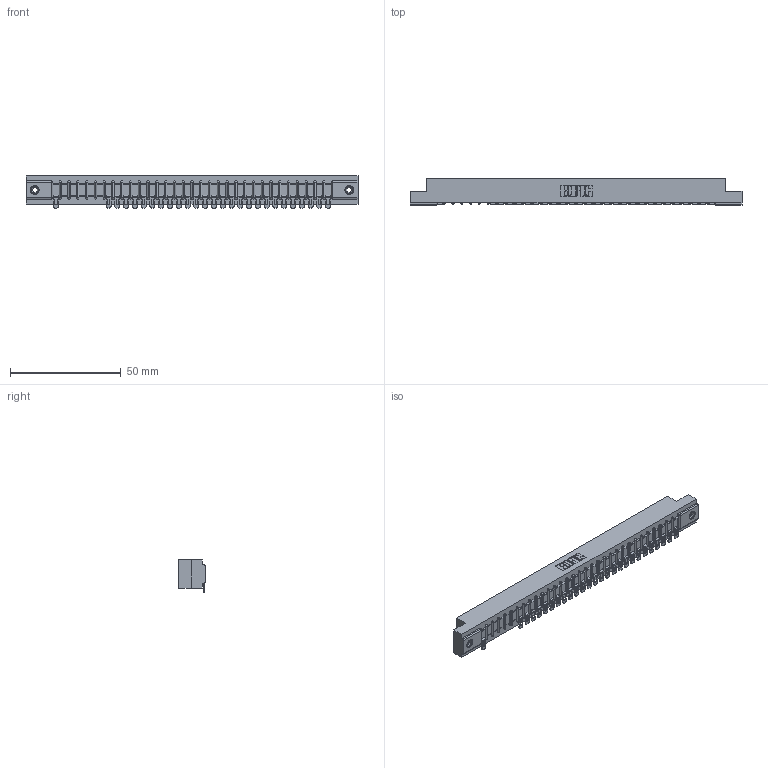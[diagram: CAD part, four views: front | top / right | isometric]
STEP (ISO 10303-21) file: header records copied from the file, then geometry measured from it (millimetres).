
FILE_DESCRIPTION (( 'STEP AP203' ), '1' );
FILE_NAME ('357-032-554-108.STEP', '2018-08-09T23:53:57', ( '' ), ( '' ), 'SwSTEP 2.0', 'SolidWorks 2016', '' );
FILE_SCHEMA (( 'CONFIG_CONTROL_DESIGN' ));
Length unit declared in the file: inch
Products named in the file (4): 307 Part_.156 Dia Mounting Holes; 307-290-002_554; 345-250-001_345-250-003-102; 357-032-554-108
Assembly tree (30 placements, depth 2):
  357-032-554-108
    307 Part_.156 Dia Mounting Holes
    307-290-002_554  x27
    345-250-001_345-250-003-102  x2
Bounding box: 149.81 x 12.01 x 14.52 mm (x, y, z)
Volume: 15815.4 mm3; surface area: 18863.6 mm2
Topology: 30 solids, 30 shells, 2498 faces, 7610 edges, 4976 vertices
Faces by surface type: plane 1404, cylinder 1012, sphere 66, cone 12, torus 4
Entity records: 30656 total; most frequent: CARTESIAN_POINT 5172, ORIENTED_EDGE 5160, DIRECTION 5040, EDGE_CURVE 2580, LINE 1964, VECTOR 1964, VERTEX_POINT 1670, AXIS2_PLACEMENT_3D 1538
